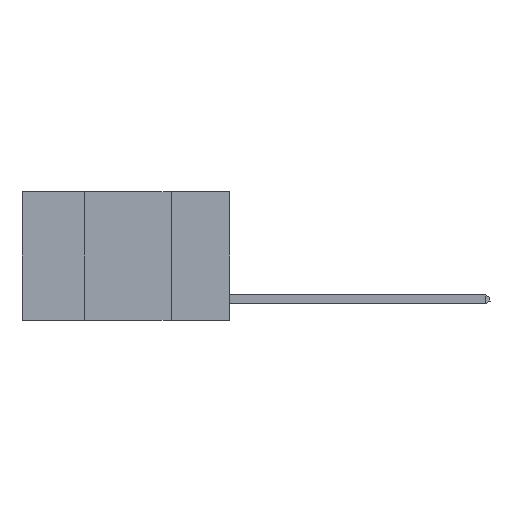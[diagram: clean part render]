
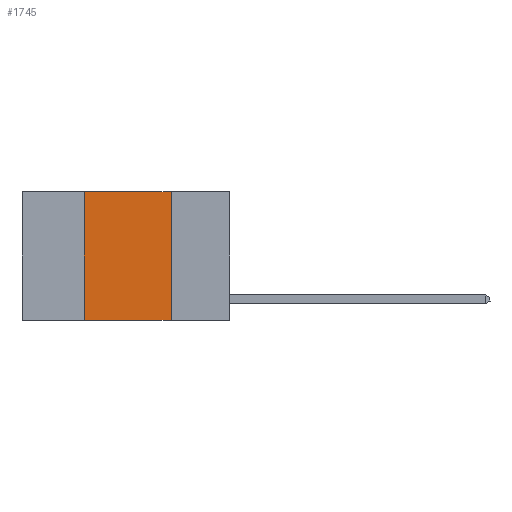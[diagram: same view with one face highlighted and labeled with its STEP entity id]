
A CAD part, left-side view. The second image highlights one B-rep face of the part: STEP entity #1745.
In plain terms, the highlighted planar face has unit normal (-1, 0, 0).
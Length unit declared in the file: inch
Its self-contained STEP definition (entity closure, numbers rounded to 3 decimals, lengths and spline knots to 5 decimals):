
#129 = ORIENTED_EDGE ( 'NONE', *, *, #632, .F. ) ;
#325 = CARTESIAN_POINT ( 'NONE',  ( 0., 0.42, 0. ) ) ;
#416 = VECTOR ( 'NONE', #2269, 39.37008 ) ;
#632 = EDGE_CURVE ( 'NONE', #6747, #15085, #15104, .T. ) ;
#961 = CARTESIAN_POINT ( 'NONE',  ( 0., 0.42, -0.37 ) ) ;
#1745 = ADVANCED_FACE ( 'NONE', ( #15358 ), #4244, .F. ) ;
#2014 = EDGE_CURVE ( 'NONE', #11346, #13616, #10395, .T. ) ;
#2269 = DIRECTION ( 'NONE',  ( 0., 0., -1. ) ) ;
#2365 = ORIENTED_EDGE ( 'NONE', *, *, #2014, .T. ) ;
#2441 = CARTESIAN_POINT ( 'NONE',  ( 0., 0.17, 0. ) ) ;
#2453 = CARTESIAN_POINT ( 'NONE',  ( 0., 0.17, -0.37 ) ) ;
#2855 = DIRECTION ( 'NONE',  ( 0., 0., 1. ) ) ;
#3025 = CARTESIAN_POINT ( 'NONE',  ( 0., 0.6, -0.37 ) ) ;
#3938 = VECTOR ( 'NONE', #14950, 39.37008 ) ;
#4244 = PLANE ( 'NONE',  #15133 ) ;
#5638 = VECTOR ( 'NONE', #2855, 39.37008 ) ;
#5845 = EDGE_CURVE ( 'NONE', #11346, #6747, #8991, .T. ) ;
#6747 = VERTEX_POINT ( 'NONE', #14335 ) ;
#6908 = ORIENTED_EDGE ( 'NONE', *, *, #5845, .F. ) ;
#7390 = CARTESIAN_POINT ( 'NONE',  ( 0., 0.6, 0. ) ) ;
#7428 = EDGE_LOOP ( 'NONE', ( #14229, #129, #6908, #2365 ) ) ;
#7796 = CARTESIAN_POINT ( 'NONE',  ( 0., 0.6, 0. ) ) ;
#8135 = VECTOR ( 'NONE', #10629, 39.37008 ) ;
#8991 = LINE ( 'NONE', #325, #5638 ) ;
#9445 = EDGE_CURVE ( 'NONE', #15085, #13616, #9801, .T. ) ;
#9801 = LINE ( 'NONE', #12230, #416 ) ;
#10395 = LINE ( 'NONE', #3025, #8135 ) ;
#10629 = DIRECTION ( 'NONE',  ( 0., -1., 0. ) ) ;
#10965 = DIRECTION ( 'NONE',  ( 0., 0., -1. ) ) ;
#11346 = VERTEX_POINT ( 'NONE', #961 ) ;
#12230 = CARTESIAN_POINT ( 'NONE',  ( 0., 0.17, 0. ) ) ;
#13616 = VERTEX_POINT ( 'NONE', #2453 ) ;
#14229 = ORIENTED_EDGE ( 'NONE', *, *, #9445, .F. ) ;
#14335 = CARTESIAN_POINT ( 'NONE',  ( 0., 0.42, 0. ) ) ;
#14622 = DIRECTION ( 'NONE',  ( 1., 0., 0. ) ) ;
#14950 = DIRECTION ( 'NONE',  ( 0., -1., 0. ) ) ;
#15085 = VERTEX_POINT ( 'NONE', #2441 ) ;
#15104 = LINE ( 'NONE', #7796, #3938 ) ;
#15133 = AXIS2_PLACEMENT_3D ( 'NONE', #7390, #14622, #10965 ) ;
#15358 = FACE_OUTER_BOUND ( 'NONE', #7428, .T. ) ;
